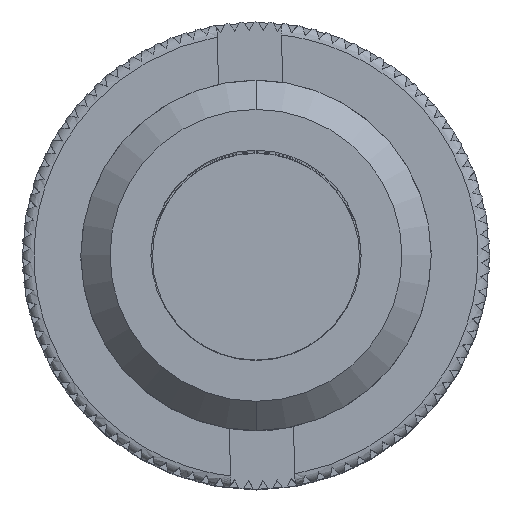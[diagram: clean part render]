
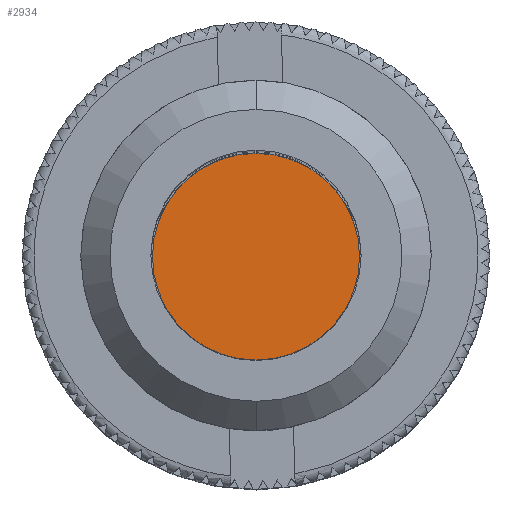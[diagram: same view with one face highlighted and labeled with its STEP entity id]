
A CAD part, top view. The second image highlights one B-rep face of the part: STEP entity #2934.
In plain terms, the highlighted planar face has unit normal (0, 0, 1).
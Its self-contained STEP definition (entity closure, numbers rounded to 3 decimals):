
#247 = DIRECTION ( 'NONE',  ( 0., 0., 1. ) ) ;
#1743 = CARTESIAN_POINT ( 'NONE',  ( 0., 0., -12. ) ) ;
#2934 = ADVANCED_FACE ( '$', ( #6792 ), #7052, .T. ) ;
#3291 = CIRCLE ( 'NONE', #7986, 1.775 ) ;
#4038 = CIRCLE ( 'NONE', #8740, 1.775 ) ;
#4456 = ORIENTED_EDGE ( 'NONE', *, *, #5999, .T. ) ;
#4461 = EDGE_CURVE ( 'NONE', #17033, #6443, #3291, .T. ) ;
#4685 = DIRECTION ( 'NONE',  ( 1., 0., 0. ) ) ;
#5999 = EDGE_CURVE ( 'NONE', #6443, #17033, #4038, .T. ) ;
#6443 = VERTEX_POINT ( 'NONE', #12341 ) ;
#6792 = FACE_OUTER_BOUND ( 'NONE', #12842, .T. ) ;
#7052 = PLANE ( 'NONE',  #14867 ) ;
#7518 = DIRECTION ( 'NONE',  ( 0., 0., 1. ) ) ;
#7925 = CARTESIAN_POINT ( 'NONE',  ( 0., 0., -12. ) ) ;
#7986 = AXIS2_PLACEMENT_3D ( 'NONE', #12809, #247, #14750 ) ;
#8740 = AXIS2_PLACEMENT_3D ( 'NONE', #7925, #16211, #14841 ) ;
#9970 = CARTESIAN_POINT ( 'NONE',  ( -1.775, 0., -12. ) ) ;
#12341 = CARTESIAN_POINT ( 'NONE',  ( 1.775, 0., -12. ) ) ;
#12809 = CARTESIAN_POINT ( 'NONE',  ( 0., 0., -12. ) ) ;
#12842 = EDGE_LOOP ( 'NONE', ( #15416, #4456 ) ) ;
#14750 = DIRECTION ( 'NONE',  ( -1., 0., 0. ) ) ;
#14841 = DIRECTION ( 'NONE',  ( -1., 0., 0. ) ) ;
#14867 = AXIS2_PLACEMENT_3D ( 'NONE', #1743, #7518, #4685 ) ;
#15416 = ORIENTED_EDGE ( 'NONE', *, *, #4461, .T. ) ;
#16211 = DIRECTION ( 'NONE',  ( 0., 0., 1. ) ) ;
#17033 = VERTEX_POINT ( 'NONE', #9970 ) ;
